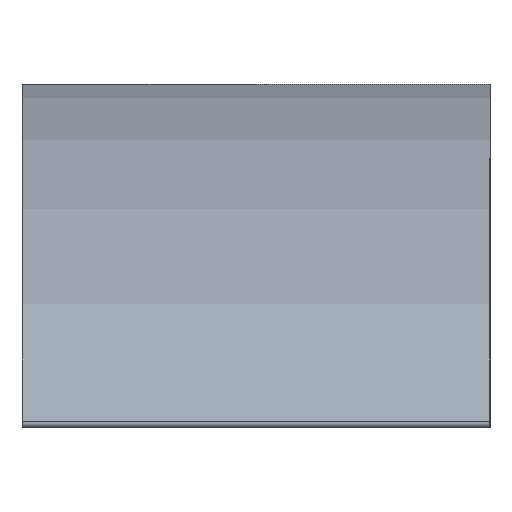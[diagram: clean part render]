
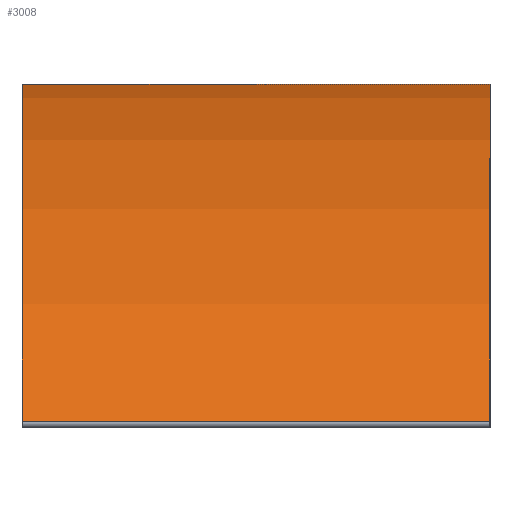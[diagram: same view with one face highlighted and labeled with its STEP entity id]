
A CAD part, left-side view. The second image highlights one B-rep face of the part: STEP entity #3008.
In plain terms, the highlighted cylindrical face has radius 54.7 mm (diameter 109.4 mm), a partial arc.
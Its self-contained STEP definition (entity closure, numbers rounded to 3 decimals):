
#3 = VECTOR ( 'NONE', #4060, 1000. ) ;
#128 = EDGE_CURVE ( 'NONE', #170, #2187, #1542, .T. ) ;
#170 = VERTEX_POINT ( 'NONE', #3084 ) ;
#358 = EDGE_CURVE ( 'NONE', #2187, #1439, #2477, .T. ) ;
#527 = AXIS2_PLACEMENT_3D ( 'NONE', #1429, #3025, #2372 ) ;
#710 = CARTESIAN_POINT ( 'NONE',  ( 37.008, -10., 40.28 ) ) ;
#852 = CARTESIAN_POINT ( 'NONE',  ( 0., 10., 0. ) ) ;
#973 = CARTESIAN_POINT ( 'NONE',  ( -37.008, 10., 40.28 ) ) ;
#1108 = ORIENTED_EDGE ( 'NONE', *, *, #358, .T. ) ;
#1124 = CARTESIAN_POINT ( 'NONE',  ( 0., -10., 0. ) ) ;
#1204 = EDGE_CURVE ( 'NONE', #2082, #170, #3265, .T. ) ;
#1211 = CARTESIAN_POINT ( 'NONE',  ( 37.008, 10., 40.28 ) ) ;
#1344 = ORIENTED_EDGE ( 'NONE', *, *, #1571, .T. ) ;
#1429 = CARTESIAN_POINT ( 'NONE',  ( 0., 10., 0. ) ) ;
#1439 = VERTEX_POINT ( 'NONE', #1961 ) ;
#1494 = DIRECTION ( 'NONE',  ( 0., -1., 0. ) ) ;
#1542 = CIRCLE ( 'NONE', #527, 54.7 ) ;
#1571 = EDGE_CURVE ( 'NONE', #1439, #2082, #3017, .T. ) ;
#1639 = VECTOR ( 'NONE', #4084, 1000. ) ;
#1961 = CARTESIAN_POINT ( 'NONE',  ( -37.008, -10., 40.28 ) ) ;
#1966 = ORIENTED_EDGE ( 'NONE', *, *, #1204, .T. ) ;
#2005 = AXIS2_PLACEMENT_3D ( 'NONE', #1124, #2714, #3946 ) ;
#2082 = VERTEX_POINT ( 'NONE', #710 ) ;
#2106 = DIRECTION ( 'NONE',  ( 0., 0., -1. ) ) ;
#2187 = VERTEX_POINT ( 'NONE', #2696 ) ;
#2350 = AXIS2_PLACEMENT_3D ( 'NONE', #852, #1494, #2106 ) ;
#2372 = DIRECTION ( 'NONE',  ( 0., 0., -1. ) ) ;
#2395 = CYLINDRICAL_SURFACE ( 'NONE', #2350, 54.7 ) ;
#2477 = LINE ( 'NONE', #973, #1639 ) ;
#2696 = CARTESIAN_POINT ( 'NONE',  ( -37.008, 10., 40.28 ) ) ;
#2714 = DIRECTION ( 'NONE',  ( 0., 1., 0. ) ) ;
#3008 = ADVANCED_FACE ( 'NONE', ( #3880 ), #2395, .T. ) ;
#3017 = CIRCLE ( 'NONE', #2005, 54.7 ) ;
#3025 = DIRECTION ( 'NONE',  ( 0., -1., 0. ) ) ;
#3084 = CARTESIAN_POINT ( 'NONE',  ( 37.008, 10., 40.28 ) ) ;
#3265 = LINE ( 'NONE', #1211, #3 ) ;
#3880 = FACE_OUTER_BOUND ( 'NONE', #3993, .T. ) ;
#3946 = DIRECTION ( 'NONE',  ( 0., 0., -1. ) ) ;
#3952 = ORIENTED_EDGE ( 'NONE', *, *, #128, .T. ) ;
#3993 = EDGE_LOOP ( 'NONE', ( #3952, #1108, #1344, #1966 ) ) ;
#4060 = DIRECTION ( 'NONE',  ( 0., 1., 0. ) ) ;
#4084 = DIRECTION ( 'NONE',  ( 0., -1., 0. ) ) ;
